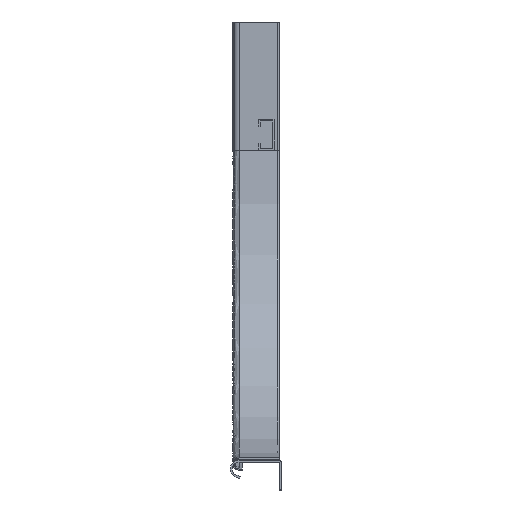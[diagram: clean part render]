
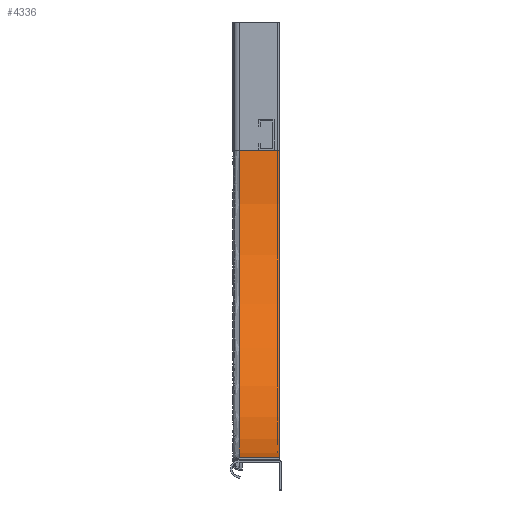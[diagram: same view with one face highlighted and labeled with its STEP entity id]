
A CAD part, left-side view. The second image highlights one B-rep face of the part: STEP entity #4336.
In plain terms, the highlighted cylindrical face has radius 300 mm (diameter 600 mm), a partial arc.
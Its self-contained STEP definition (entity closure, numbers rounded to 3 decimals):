
#185 = CARTESIAN_POINT ( 'NONE',  ( 300., 0., -425. ) ) ;
#1021 = DIRECTION ( 'NONE',  ( 0., 0., -1. ) ) ;
#3153 = VERTEX_POINT ( 'NONE', #17578 ) ;
#4236 = ORIENTED_EDGE ( 'NONE', *, *, #8598, .F. ) ;
#4336 = ADVANCED_FACE ( 'NONE', ( #17811 ), #12692, .F. ) ;
#4482 = VECTOR ( 'NONE', #19969, 1000. ) ;
#5526 = CARTESIAN_POINT ( 'NONE',  ( 0., 39., -125. ) ) ;
#8167 = ORIENTED_EDGE ( 'NONE', *, *, #8572, .F. ) ;
#8572 = EDGE_CURVE ( 'NONE', #12201, #3153, #11058, .T. ) ;
#8598 = EDGE_CURVE ( 'NONE', #17210, #12201, #20456, .T. ) ;
#8758 = VERTEX_POINT ( 'NONE', #10244 ) ;
#9004 = AXIS2_PLACEMENT_3D ( 'NONE', #16119, #20177, #20108 ) ;
#9887 = DIRECTION ( 'NONE',  ( 0., -1., 0. ) ) ;
#10244 = CARTESIAN_POINT ( 'NONE',  ( 300., 0., -425. ) ) ;
#10568 = DIRECTION ( 'NONE',  ( 0., 0., -1. ) ) ;
#10715 = DIRECTION ( 'NONE',  ( 0., 1., 0. ) ) ;
#10875 = EDGE_LOOP ( 'NONE', ( #18262, #19923, #8167, #4236 ) ) ;
#11058 = CIRCLE ( 'NONE', #9004, 300. ) ;
#11232 = CARTESIAN_POINT ( 'NONE',  ( 0., 0., -125. ) ) ;
#12176 = CARTESIAN_POINT ( 'NONE',  ( 300., 0., -125. ) ) ;
#12201 = VERTEX_POINT ( 'NONE', #5526 ) ;
#12379 = DIRECTION ( 'NONE',  ( 0., -1., 0. ) ) ;
#12692 = CYLINDRICAL_SURFACE ( 'NONE', #12755, 300. ) ;
#12755 = AXIS2_PLACEMENT_3D ( 'NONE', #12176, #12379, #10568 ) ;
#13102 = CIRCLE ( 'NONE', #18263, 300. ) ;
#14694 = LINE ( 'NONE', #185, #18907 ) ;
#14920 = EDGE_CURVE ( 'NONE', #8758, #17210, #13102, .T. ) ;
#16119 = CARTESIAN_POINT ( 'NONE',  ( 300., 39., -125. ) ) ;
#17210 = VERTEX_POINT ( 'NONE', #11232 ) ;
#17578 = CARTESIAN_POINT ( 'NONE',  ( 300., 39., -425. ) ) ;
#17695 = EDGE_CURVE ( 'NONE', #3153, #8758, #14694, .T. ) ;
#17811 = FACE_OUTER_BOUND ( 'NONE', #10875, .T. ) ;
#18262 = ORIENTED_EDGE ( 'NONE', *, *, #14920, .F. ) ;
#18263 = AXIS2_PLACEMENT_3D ( 'NONE', #20241, #10715, #1021 ) ;
#18907 = VECTOR ( 'NONE', #9887, 1000. ) ;
#19923 = ORIENTED_EDGE ( 'NONE', *, *, #17695, .F. ) ;
#19969 = DIRECTION ( 'NONE',  ( 0., 1., 0. ) ) ;
#20042 = CARTESIAN_POINT ( 'NONE',  ( 0., 0., -125. ) ) ;
#20108 = DIRECTION ( 'NONE',  ( 0., 0., -1. ) ) ;
#20177 = DIRECTION ( 'NONE',  ( 0., -1., 0. ) ) ;
#20241 = CARTESIAN_POINT ( 'NONE',  ( 300., 0., -125. ) ) ;
#20456 = LINE ( 'NONE', #20042, #4482 ) ;
